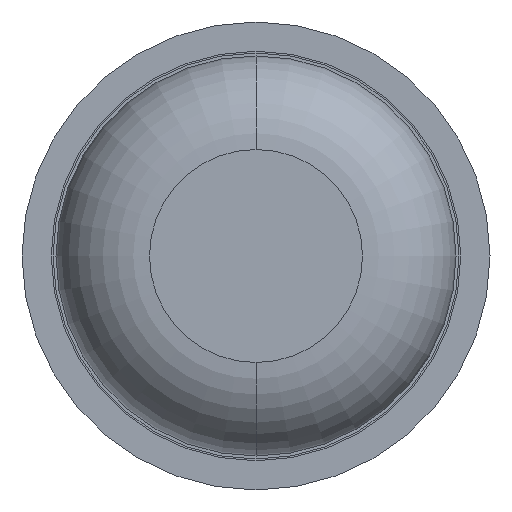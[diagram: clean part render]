
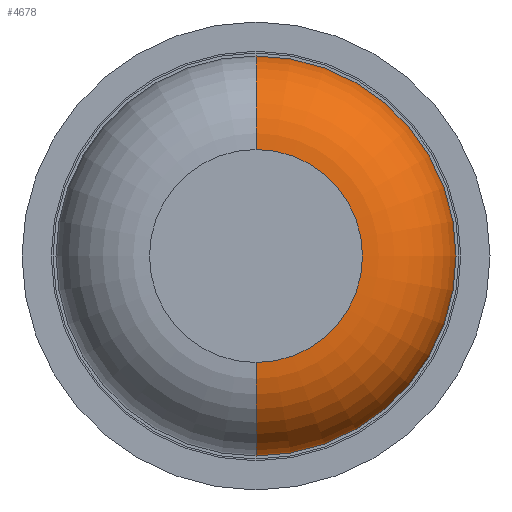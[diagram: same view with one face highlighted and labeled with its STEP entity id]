
A CAD part, front view. The second image highlights one B-rep face of the part: STEP entity #4678.
In plain terms, the highlighted toroidal (fillet/blend) face has major radius 0.91 mm and minor radius 0.8 mm.
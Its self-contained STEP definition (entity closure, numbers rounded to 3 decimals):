
#4 = FACE_OUTER_BOUND ( 'NONE', #1457, .T. ) ;
#579 = EDGE_CURVE ( 'Defeature ausgef�hrt1_0+Defeature ausgef�hrt1_10+Defeature ausgef�hrt1_10+Defeature ausgef�hrt1_10', #2350, #3984, #1814, .T. ) ;
#613 = DIRECTION ( 'NONE',  ( 0., 1., 0. ) ) ;
#783 = CIRCLE ( 'NONE', #1127, 1.71 ) ;
#1125 = ORIENTED_EDGE ( 'NONE', *, *, #4279, .T. ) ;
#1127 = AXIS2_PLACEMENT_3D ( 'NONE', #3641, #613, #4773 ) ;
#1457 = EDGE_LOOP ( 'NONE', ( #2918, #1125, #3966, #2163 ) ) ;
#1510 = EDGE_CURVE ( 'Defeature ausgef�hrt1_2+Defeature ausgef�hrt1_10+Defeature ausgef�hrt1_10+Defeature ausgef�hrt1_10', #1775, #3303, #783, .T. ) ;
#1566 = DIRECTION ( 'NONE',  ( 0., 0., 1. ) ) ;
#1775 = VERTEX_POINT ( 'NONE', #2017 ) ;
#1814 = CIRCLE ( 'NONE', #3993, 0.91 ) ;
#1821 = CARTESIAN_POINT ( 'NONE',  ( 0., -29.2, -0.91 ) ) ;
#1994 = CARTESIAN_POINT ( 'NONE',  ( 0., -30., 0.91 ) ) ;
#2017 = CARTESIAN_POINT ( 'NONE',  ( 0., -29.2, 1.71 ) ) ;
#2102 = CARTESIAN_POINT ( 'NONE',  ( 0., -29.2, 0.91 ) ) ;
#2163 = ORIENTED_EDGE ( 'NONE', *, *, #2937, .F. ) ;
#2179 = CARTESIAN_POINT ( 'NONE',  ( 0., -29.2, 0. ) ) ;
#2201 = DIRECTION ( 'NONE',  ( 1., 0., 0. ) ) ;
#2350 = VERTEX_POINT ( 'NONE', #4195 ) ;
#2370 = CIRCLE ( 'NONE', #3029, 0.8 ) ;
#2508 = AXIS2_PLACEMENT_3D ( 'NONE', #1821, #2201, #4815 ) ;
#2658 = CARTESIAN_POINT ( 'NONE',  ( 0., -30., 0. ) ) ;
#2754 = TOROIDAL_SURFACE ( 'NONE', #4902, 0.91, 0.8 ) ;
#2839 = DIRECTION ( 'NONE',  ( -1., 0., 0. ) ) ;
#2918 = ORIENTED_EDGE ( 'NONE', *, *, #579, .F. ) ;
#2937 = EDGE_CURVE ( 'NONE', #3984, #1775, #2370, .T. ) ;
#3028 = DIRECTION ( 'NONE',  ( 0., -1., 0. ) ) ;
#3029 = AXIS2_PLACEMENT_3D ( 'NONE', #2102, #2839, #3125 ) ;
#3077 = CARTESIAN_POINT ( 'NONE',  ( 0., -29.2, -1.71 ) ) ;
#3125 = DIRECTION ( 'NONE',  ( 0., 0., 1. ) ) ;
#3223 = DIRECTION ( 'NONE',  ( 0., 1., 0. ) ) ;
#3303 = VERTEX_POINT ( 'NONE', #3077 ) ;
#3641 = CARTESIAN_POINT ( 'NONE',  ( 0., -29.2, 0. ) ) ;
#3897 = CIRCLE ( 'NONE', #2508, 0.8 ) ;
#3966 = ORIENTED_EDGE ( 'NONE', *, *, #1510, .F. ) ;
#3984 = VERTEX_POINT ( 'NONE', #1994 ) ;
#3993 = AXIS2_PLACEMENT_3D ( 'NONE', #2658, #3028, #1566 ) ;
#4195 = CARTESIAN_POINT ( 'NONE',  ( 0., -30., -0.91 ) ) ;
#4279 = EDGE_CURVE ( 'NONE', #2350, #3303, #3897, .T. ) ;
#4395 = DIRECTION ( 'NONE',  ( 0., 0., 1. ) ) ;
#4678 = ADVANCED_FACE ( 'Defeature ausgef�hrt1_10', ( #4 ), #2754, .T. ) ;
#4773 = DIRECTION ( 'NONE',  ( 0., 0., 1. ) ) ;
#4815 = DIRECTION ( 'NONE',  ( 0., 0., -1. ) ) ;
#4902 = AXIS2_PLACEMENT_3D ( 'NONE', #2179, #3223, #4395 ) ;
